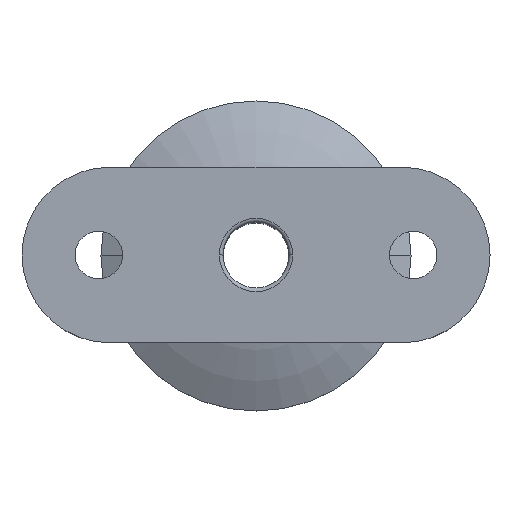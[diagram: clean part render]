
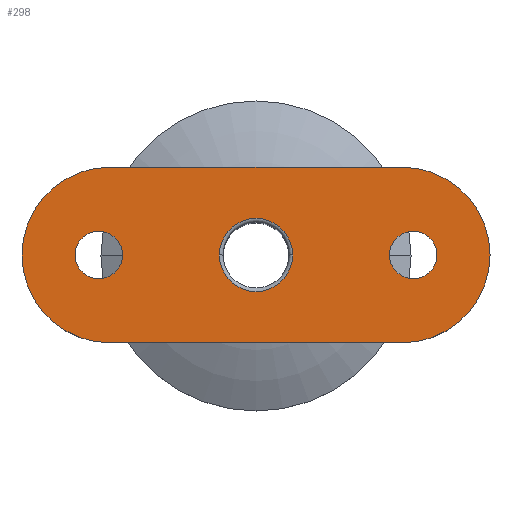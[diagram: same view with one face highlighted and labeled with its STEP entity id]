
A CAD part, top view. The second image highlights one B-rep face of the part: STEP entity #298.
In plain terms, the highlighted planar face has unit normal (0, 0, 1).
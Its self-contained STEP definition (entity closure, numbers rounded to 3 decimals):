
#9 = CARTESIAN_POINT ( 'NONE',  ( 21.5, 0., 0. ) ) ;
#18 = DIRECTION ( 'NONE',  ( 0., 0., -1. ) ) ;
#45 = VECTOR ( 'NONE', #87, 1000. ) ;
#56 = VERTEX_POINT ( 'NONE', #1144 ) ;
#61 = CARTESIAN_POINT ( 'NONE',  ( -18.25, 0., 0. ) ) ;
#84 = AXIS2_PLACEMENT_3D ( 'NONE', #570, #642, #90 ) ;
#87 = DIRECTION ( 'NONE',  ( -1., 0., 0. ) ) ;
#89 = DIRECTION ( 'NONE',  ( 0., 0., 1. ) ) ;
#90 = DIRECTION ( 'NONE',  ( 1., 0., 0. ) ) ;
#94 = FACE_OUTER_BOUND ( 'NONE', #965, .T. ) ;
#106 = CARTESIAN_POINT ( 'NONE',  ( 21.5, 0., 0. ) ) ;
#136 = CARTESIAN_POINT ( 'NONE',  ( -21.5, 0., 0. ) ) ;
#169 = ORIENTED_EDGE ( 'NONE', *, *, #822, .F. ) ;
#210 = VERTEX_POINT ( 'NONE', #436 ) ;
#238 = AXIS2_PLACEMENT_3D ( 'NONE', #964, #884, #690 ) ;
#247 = ORIENTED_EDGE ( 'NONE', *, *, #907, .T. ) ;
#250 = CARTESIAN_POINT ( 'NONE',  ( 20., -12., 0. ) ) ;
#282 = CARTESIAN_POINT ( 'NONE',  ( 0., 0., 0. ) ) ;
#286 = LINE ( 'NONE', #777, #45 ) ;
#298 = ADVANCED_FACE ( 'NONE', ( #1147, #927, #381, #94 ), #470, .T. ) ;
#301 = ORIENTED_EDGE ( 'NONE', *, *, #583, .T. ) ;
#305 = AXIS2_PLACEMENT_3D ( 'NONE', #747, #1127, #933 ) ;
#313 = DIRECTION ( 'NONE',  ( 1., 0., 0. ) ) ;
#324 = EDGE_LOOP ( 'NONE', ( #856, #956 ) ) ;
#332 = CIRCLE ( 'NONE', #576, 3.25 ) ;
#344 = VERTEX_POINT ( 'NONE', #866 ) ;
#349 = DIRECTION ( 'NONE',  ( 0., 0., 1. ) ) ;
#371 = CIRCLE ( 'NONE', #305, 5. ) ;
#376 = EDGE_CURVE ( 'NONE', #391, #210, #371, .T. ) ;
#381 = FACE_BOUND ( 'NONE', #1053, .T. ) ;
#390 = CARTESIAN_POINT ( 'NONE',  ( 18.25, 0., 0. ) ) ;
#391 = VERTEX_POINT ( 'NONE', #463 ) ;
#402 = ORIENTED_EDGE ( 'NONE', *, *, #814, .F. ) ;
#404 = CARTESIAN_POINT ( 'NONE',  ( 20., 12., 0. ) ) ;
#411 = DIRECTION ( 'NONE',  ( 1., 0., 0. ) ) ;
#421 = CIRCLE ( 'NONE', #677, 3.25 ) ;
#429 = ORIENTED_EDGE ( 'NONE', *, *, #502, .T. ) ;
#436 = CARTESIAN_POINT ( 'NONE',  ( -5., 0., 0. ) ) ;
#440 = AXIS2_PLACEMENT_3D ( 'NONE', #449, #349, #672 ) ;
#449 = CARTESIAN_POINT ( 'NONE',  ( -21.5, 0., 0. ) ) ;
#463 = CARTESIAN_POINT ( 'NONE',  ( 5., 0., 0. ) ) ;
#470 = PLANE ( 'NONE',  #869 ) ;
#481 = DIRECTION ( 'NONE',  ( 0., 0., 1. ) ) ;
#497 = CIRCLE ( 'NONE', #238, 12. ) ;
#502 = EDGE_CURVE ( 'NONE', #652, #1000, #815, .T. ) ;
#530 = CARTESIAN_POINT ( 'NONE',  ( -20., -12., 0. ) ) ;
#541 = ORIENTED_EDGE ( 'NONE', *, *, #740, .T. ) ;
#550 = EDGE_LOOP ( 'NONE', ( #169, #402 ) ) ;
#570 = CARTESIAN_POINT ( 'NONE',  ( 20., 0., 0. ) ) ;
#573 = VERTEX_POINT ( 'NONE', #1148 ) ;
#576 = AXIS2_PLACEMENT_3D ( 'NONE', #136, #1070, #313 ) ;
#583 = EDGE_CURVE ( 'NONE', #1000, #877, #834, .T. ) ;
#593 = VERTEX_POINT ( 'NONE', #404 ) ;
#613 = ORIENTED_EDGE ( 'NONE', *, *, #1177, .T. ) ;
#631 = CIRCLE ( 'NONE', #993, 5. ) ;
#642 = DIRECTION ( 'NONE',  ( 0., 0., 1. ) ) ;
#643 = VERTEX_POINT ( 'NONE', #61 ) ;
#649 = DIRECTION ( 'NONE',  ( 1., 0., 0. ) ) ;
#652 = VERTEX_POINT ( 'NONE', #1113 ) ;
#668 = EDGE_CURVE ( 'NONE', #643, #56, #1024, .T. ) ;
#672 = DIRECTION ( 'NONE',  ( 1., 0., 0. ) ) ;
#677 = AXIS2_PLACEMENT_3D ( 'NONE', #9, #771, #1151 ) ;
#680 = EDGE_CURVE ( 'NONE', #210, #391, #631, .T. ) ;
#690 = DIRECTION ( 'NONE',  ( 1., 0., 0. ) ) ;
#695 = DIRECTION ( 'NONE',  ( 0., 0., 1. ) ) ;
#701 = CIRCLE ( 'NONE', #755, 3.25 ) ;
#724 = DIRECTION ( 'NONE',  ( 1., 0., 0. ) ) ;
#740 = EDGE_CURVE ( 'NONE', #593, #344, #286, .T. ) ;
#747 = CARTESIAN_POINT ( 'NONE',  ( 0., 0., 0. ) ) ;
#755 = AXIS2_PLACEMENT_3D ( 'NONE', #106, #481, #864 ) ;
#771 = DIRECTION ( 'NONE',  ( 0., 0., 1. ) ) ;
#777 = CARTESIAN_POINT ( 'NONE',  ( -20., 12., 0. ) ) ;
#787 = VERTEX_POINT ( 'NONE', #390 ) ;
#791 = CARTESIAN_POINT ( 'NONE',  ( 32., 0., 0. ) ) ;
#806 = ORIENTED_EDGE ( 'NONE', *, *, #841, .F. ) ;
#814 = EDGE_CURVE ( 'NONE', #787, #573, #701, .T. ) ;
#815 = LINE ( 'NONE', #530, #816 ) ;
#816 = VECTOR ( 'NONE', #724, 1000. ) ;
#822 = EDGE_CURVE ( 'NONE', #573, #787, #421, .T. ) ;
#834 = CIRCLE ( 'NONE', #878, 12. ) ;
#841 = EDGE_CURVE ( 'NONE', #56, #643, #332, .T. ) ;
#856 = ORIENTED_EDGE ( 'NONE', *, *, #376, .T. ) ;
#864 = DIRECTION ( 'NONE',  ( 1., 0., 0. ) ) ;
#866 = CARTESIAN_POINT ( 'NONE',  ( -20., 12., 0. ) ) ;
#869 = AXIS2_PLACEMENT_3D ( 'NONE', #282, #89, #1040 ) ;
#877 = VERTEX_POINT ( 'NONE', #791 ) ;
#878 = AXIS2_PLACEMENT_3D ( 'NONE', #1046, #695, #411 ) ;
#884 = DIRECTION ( 'NONE',  ( 0., 0., 1. ) ) ;
#907 = EDGE_CURVE ( 'NONE', #344, #652, #497, .T. ) ;
#927 = FACE_BOUND ( 'NONE', #550, .T. ) ;
#933 = DIRECTION ( 'NONE',  ( 1., 0., 0. ) ) ;
#953 = CIRCLE ( 'NONE', #84, 12. ) ;
#956 = ORIENTED_EDGE ( 'NONE', *, *, #680, .T. ) ;
#964 = CARTESIAN_POINT ( 'NONE',  ( -20., 0., 0. ) ) ;
#965 = EDGE_LOOP ( 'NONE', ( #247, #429, #301, #613, #541 ) ) ;
#993 = AXIS2_PLACEMENT_3D ( 'NONE', #1050, #18, #649 ) ;
#1000 = VERTEX_POINT ( 'NONE', #250 ) ;
#1024 = CIRCLE ( 'NONE', #440, 3.25 ) ;
#1040 = DIRECTION ( 'NONE',  ( 1., 0., 0. ) ) ;
#1046 = CARTESIAN_POINT ( 'NONE',  ( 20., 0., 0. ) ) ;
#1050 = CARTESIAN_POINT ( 'NONE',  ( 0., 0., 0. ) ) ;
#1053 = EDGE_LOOP ( 'NONE', ( #1071, #806 ) ) ;
#1070 = DIRECTION ( 'NONE',  ( 0., 0., 1. ) ) ;
#1071 = ORIENTED_EDGE ( 'NONE', *, *, #668, .F. ) ;
#1113 = CARTESIAN_POINT ( 'NONE',  ( -20., -12., 0. ) ) ;
#1127 = DIRECTION ( 'NONE',  ( 0., 0., -1. ) ) ;
#1144 = CARTESIAN_POINT ( 'NONE',  ( -24.75, 0., 0. ) ) ;
#1147 = FACE_BOUND ( 'NONE', #324, .T. ) ;
#1148 = CARTESIAN_POINT ( 'NONE',  ( 24.75, 0., 0. ) ) ;
#1151 = DIRECTION ( 'NONE',  ( 1., 0., 0. ) ) ;
#1177 = EDGE_CURVE ( 'NONE', #877, #593, #953, .T. ) ;
